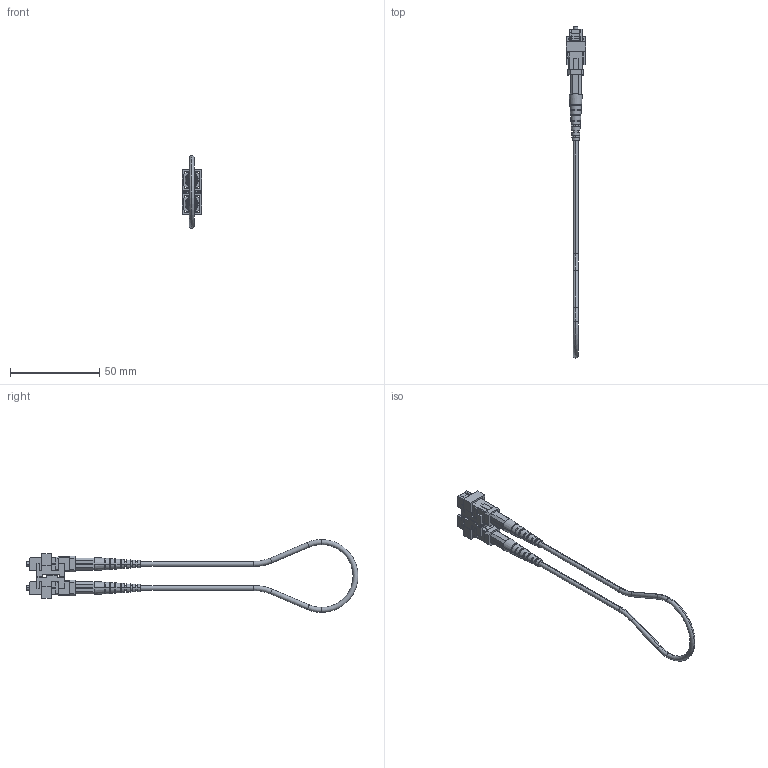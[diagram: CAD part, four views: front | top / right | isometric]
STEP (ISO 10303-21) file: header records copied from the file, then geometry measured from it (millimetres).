
FILE_DESCRIPTION (( 'STEP AP214' ), '1' );
FILE_NAME ('FOL-SC.STEP', '2007-11-28T15:47:04', ( ' ' ), ( ' ' ), 'SwSTEP 2.0', 'SolidWorks 2007', '' );
FILE_SCHEMA (( 'AUTOMOTIVE_DESIGN' ));
Length unit declared in the file: inch
Products named in the file (9): FOL-SC-MA1; ACC-CON-SCD-CLIP; FOC-101BA MA3; N601-INS-SF-62PFD(loopback); FOL-SC; FOC-101BA MA1; FOC-101BA MA2; FOC-101BA; FOC-101BA MA4
Assembly tree (9 placements, depth 4):
  FOL-SC
    FOL-SC-MA1
      ACC-CON-SCD-CLIP
      FOC-101BA  x2
        FOC-101BA MA2
        FOC-101BA MA3
        FOC-101BA MA4
        FOC-101BA MA1
    N601-INS-SF-62PFD(loopback)
Bounding box: 11.18 x 186.23 x 40.89 mm (x, y, z)
Volume: 6167.3 mm3; surface area: 12563.9 mm2
Topology: 10 solids, 10 shells, 668 faces, 1939 edges, 1270 vertices
Faces by surface type: plane 573, cylinder 56, cone 16, torus 14, bspline 9
Entity records: 15749 total; most frequent: CARTESIAN_POINT 3249, ORIENTED_EDGE 2292, DIRECTION 2056, EDGE_CURVE 1146, LINE 878, VECTOR 878, VERTEX_POINT 750, AXIS2_PLACEMENT_3D 589
